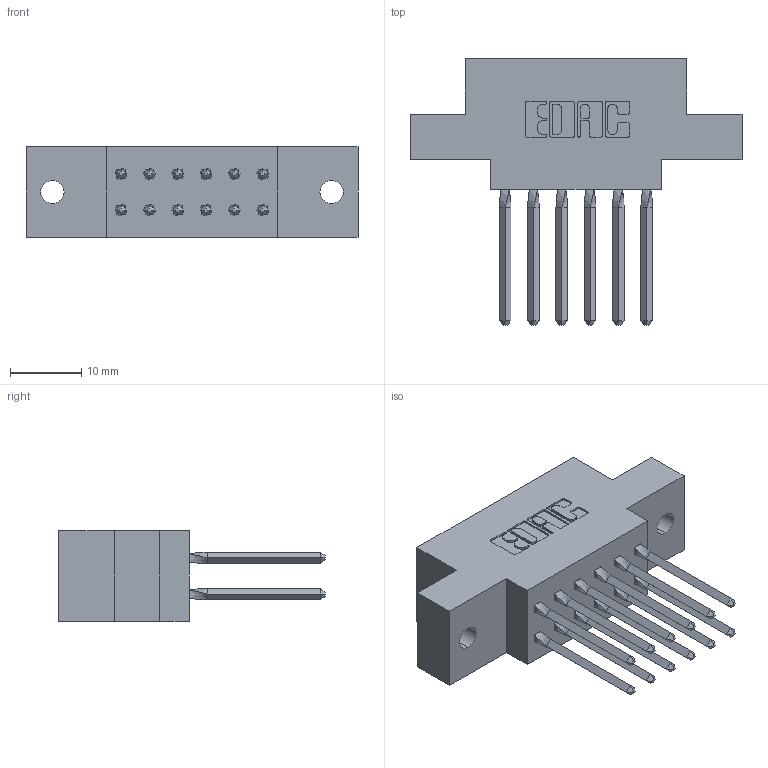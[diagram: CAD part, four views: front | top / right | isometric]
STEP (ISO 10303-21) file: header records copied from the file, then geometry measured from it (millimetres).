
FILE_DESCRIPTION (( 'STEP AP203' ), '1' );
FILE_NAME ('317-012-540-802.STEP', '2020-02-27T14:03:50', ( '' ), ( '' ), 'SwSTEP 2.0', 'SolidWorks 2016', '' );
FILE_SCHEMA (( 'CONFIG_CONTROL_DESIGN' ));
Length unit declared in the file: inch
Products named in the file (3): 317 Part_.144 Dia; 317-290-001_540; 317-012-540-802
Assembly tree (13 placements, depth 2):
  317-012-540-802
    317 Part_.144 Dia
    317-290-001_540  x12
Bounding box: 46.48 x 37.34 x 12.7 mm (x, y, z)
Volume: 6547.2 mm3; surface area: 8137.9 mm2
Topology: 13 solids, 13 shells, 1170 faces, 3239 edges, 2090 vertices
Faces by surface type: plane 934, cylinder 188, bspline 48
Entity records: 13698 total; most frequent: CARTESIAN_POINT 2799, ORIENTED_EDGE 2298, DIRECTION 1923, EDGE_CURVE 1149, LINE 893, VECTOR 893, VERTEX_POINT 759, AXIS2_PLACEMENT_3D 515
